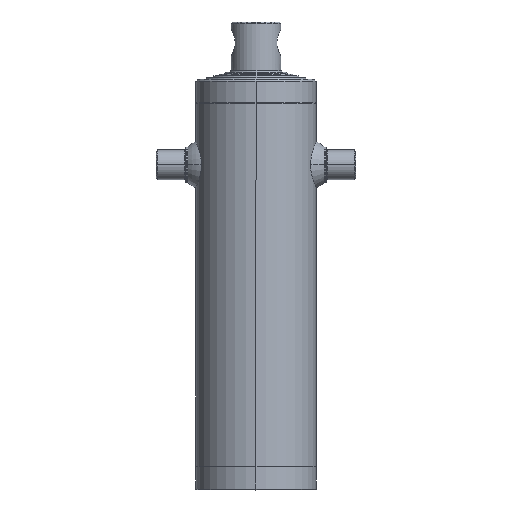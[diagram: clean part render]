
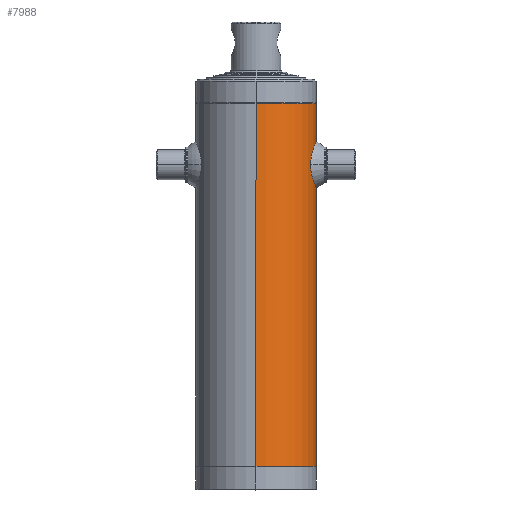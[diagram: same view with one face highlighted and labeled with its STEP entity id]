
A CAD part, top view. The second image highlights one B-rep face of the part: STEP entity #7988.
In plain terms, the highlighted cylindrical face has radius 102 mm (diameter 204 mm), a partial arc.
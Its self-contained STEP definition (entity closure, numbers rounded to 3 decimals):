
#338 = CARTESIAN_POINT ( 'NONE',  ( 0., -17.46, -102. ) ) ;
#447 = VECTOR ( 'NONE', #7924, 1000. ) ;
#472 = CARTESIAN_POINT ( 'NONE',  ( 0., 653., -102. ) ) ;
#1485 = DIRECTION ( 'NONE',  ( 0., 0., 1. ) ) ;
#1572 = VERTEX_POINT ( 'NONE', #2014 ) ;
#1696 = CARTESIAN_POINT ( 'NONE',  ( 0., 40., 0. ) ) ;
#2014 = CARTESIAN_POINT ( 'NONE',  ( 0., 40., -102. ) ) ;
#2175 = DIRECTION ( 'NONE',  ( 0., -1., 0. ) ) ;
#2293 = AXIS2_PLACEMENT_3D ( 'NONE', #6690, #2175, #7436 ) ;
#2444 = DIRECTION ( 'NONE',  ( 0., 0., 1. ) ) ;
#2574 = VERTEX_POINT ( 'NONE', #472 ) ;
#3124 = AXIS2_PLACEMENT_3D ( 'NONE', #1696, #6982, #2444 ) ;
#3130 = ORIENTED_EDGE ( 'NONE', *, *, #8056, .T. ) ;
#3200 = EDGE_CURVE ( 'NONE', #2574, #8994, #5101, .T. ) ;
#3550 = VERTEX_POINT ( 'NONE', #6381 ) ;
#3570 = EDGE_CURVE ( 'NONE', #2574, #1572, #4262, .T. ) ;
#3632 = CYLINDRICAL_SURFACE ( 'NONE', #7367, 102. ) ;
#3807 = ORIENTED_EDGE ( 'NONE', *, *, #6099, .F. ) ;
#3886 = FACE_OUTER_BOUND ( 'NONE', #8721, .T. ) ;
#3912 = CIRCLE ( 'NONE', #3124, 102. ) ;
#4262 = LINE ( 'NONE', #338, #447 ) ;
#5101 = CIRCLE ( 'NONE', #2293, 102. ) ;
#5168 = VECTOR ( 'NONE', #7625, 1000. ) ;
#6099 = EDGE_CURVE ( 'NONE', #1572, #3550, #3912, .T. ) ;
#6381 = CARTESIAN_POINT ( 'NONE',  ( 0., 40., 102. ) ) ;
#6690 = CARTESIAN_POINT ( 'NONE',  ( 0., 653., 0. ) ) ;
#6750 = ORIENTED_EDGE ( 'NONE', *, *, #3570, .F. ) ;
#6777 = CARTESIAN_POINT ( 'NONE',  ( 0., -17.46, 0. ) ) ;
#6871 = CARTESIAN_POINT ( 'NONE',  ( 0., -17.46, 102. ) ) ;
#6982 = DIRECTION ( 'NONE',  ( 0., -1., 0. ) ) ;
#7367 = AXIS2_PLACEMENT_3D ( 'NONE', #6777, #7520, #1485 ) ;
#7436 = DIRECTION ( 'NONE',  ( 0., 0., 1. ) ) ;
#7520 = DIRECTION ( 'NONE',  ( 0., -1., 0. ) ) ;
#7625 = DIRECTION ( 'NONE',  ( 0., -1., 0. ) ) ;
#7642 = LINE ( 'NONE', #6871, #5168 ) ;
#7924 = DIRECTION ( 'NONE',  ( 0., -1., 0. ) ) ;
#7988 = ADVANCED_FACE ( 'NONE', ( #3886 ), #3632, .T. ) ;
#8056 = EDGE_CURVE ( 'NONE', #8994, #3550, #7642, .T. ) ;
#8721 = EDGE_LOOP ( 'NONE', ( #6750, #9058, #3130, #3807 ) ) ;
#8945 = CARTESIAN_POINT ( 'NONE',  ( 0., 653., 102. ) ) ;
#8994 = VERTEX_POINT ( 'NONE', #8945 ) ;
#9058 = ORIENTED_EDGE ( 'NONE', *, *, #3200, .T. ) ;
